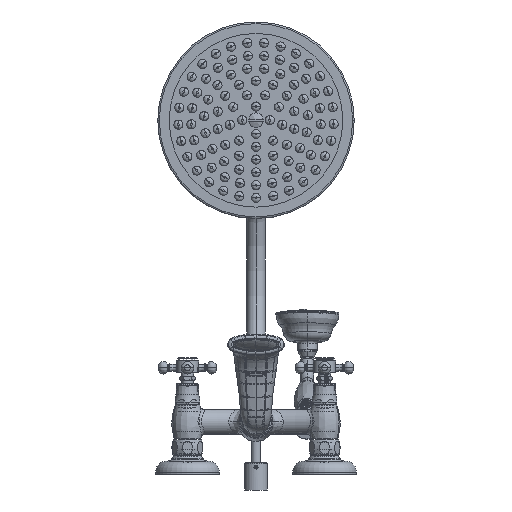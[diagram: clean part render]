
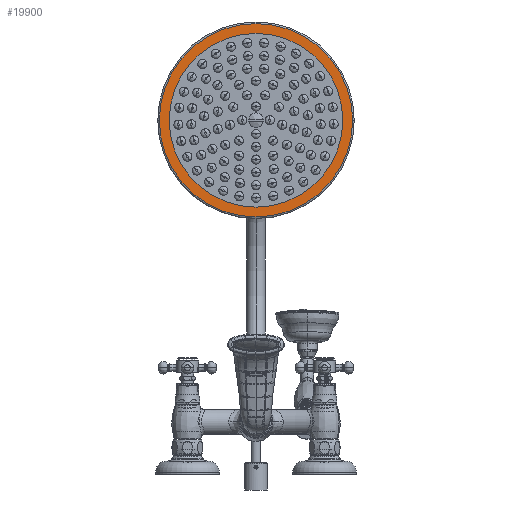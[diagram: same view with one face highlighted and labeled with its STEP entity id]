
A CAD part, front view. The second image highlights one B-rep face of the part: STEP entity #19900.
In plain terms, the highlighted planar face has unit normal (0, -1, 0).
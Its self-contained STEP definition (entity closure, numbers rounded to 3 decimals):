
#14158=CARTESIAN_POINT('',(0.,914.5,330.));
#14159=DIRECTION('',(0.,-1.,0.));
#14160=DIRECTION('',(-1.,0.,0.));
#14161=AXIS2_PLACEMENT_3D('',#14158,#14159,#14160);
#14163=CARTESIAN_POINT('',(0.,914.5,330.));
#14164=DIRECTION('',(0.,-1.,0.));
#14165=DIRECTION('',(1.,0.,0.));
#14166=AXIS2_PLACEMENT_3D('',#14163,#14164,#14165);
#18385=CARTESIAN_POINT('',(0.,914.5,330.));
#18386=DIRECTION('',(0.,1.,0.));
#18387=DIRECTION('',(1.,0.,0.));
#18388=AXIS2_PLACEMENT_3D('',#18385,#18386,#18387);
#18405=CARTESIAN_POINT('',(0.,914.5,330.));
#18406=DIRECTION('',(0.,-1.,0.));
#18407=DIRECTION('',(1.,0.,0.));
#18408=AXIS2_PLACEMENT_3D('',#18405,#18406,#18407);
#18515=CARTESIAN_POINT('',(-95.,914.5,330.));
#18516=CARTESIAN_POINT('',(95.,914.5,330.));
#18517=VERTEX_POINT('',#18515);
#18518=VERTEX_POINT('',#18516);
#19723=CARTESIAN_POINT('',(105.75,914.5,330.));
#19725=VERTEX_POINT('',#19723);
#19727=CARTESIAN_POINT('',(-105.75,914.5,330.));
#19729=VERTEX_POINT('',#19727);
#19883=CARTESIAN_POINT('',(0.,914.5,330.));
#19884=DIRECTION('',(0.,1.,0.));
#19885=DIRECTION('',(1.,0.,0.));
#19886=AXIS2_PLACEMENT_3D('',#19883,#19884,#19885);
#19887=PLANE('',#19886);
#19889=ORIENTED_EDGE('',*,*,#19888,.F.);
#19891=ORIENTED_EDGE('',*,*,#19890,.T.);
#19892=EDGE_LOOP('',(#19889,#19891));
#19893=FACE_OUTER_BOUND('',#19892,.F.);
#19895=ORIENTED_EDGE('',*,*,#19894,.T.);
#19897=ORIENTED_EDGE('',*,*,#19896,.T.);
#19898=EDGE_LOOP('',(#19895,#19897));
#19899=FACE_BOUND('',#19898,.F.);
#19900=ADVANCED_FACE('',(#19893,#19899),#19887,.F.);
#14162=CIRCLE('',#14161,95.);
#14167=CIRCLE('',#14166,95.);
#18389=CIRCLE('',#18388,105.75);
#18409=CIRCLE('',#18408,105.75);
#19888=EDGE_CURVE('',#19725,#19729,#18409,.T.);
#19890=EDGE_CURVE('',#19725,#19729,#18389,.T.);
#19894=EDGE_CURVE('',#18517,#18518,#14162,.T.);
#19896=EDGE_CURVE('',#18518,#18517,#14167,.T.);
